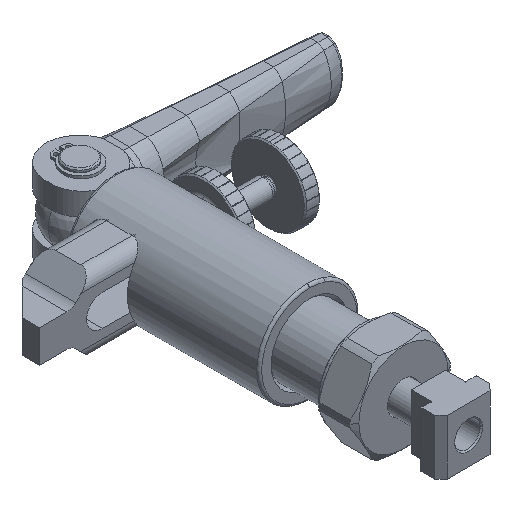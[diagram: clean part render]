
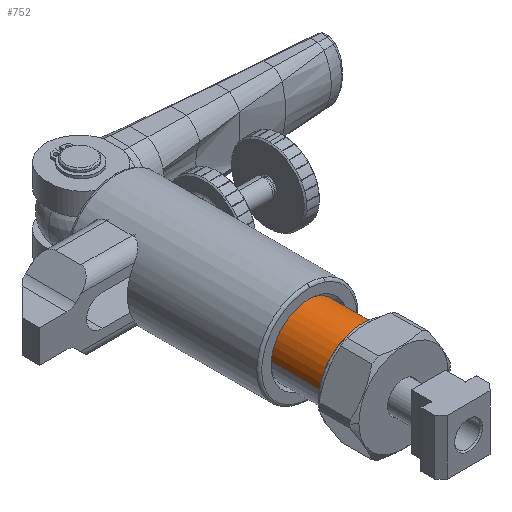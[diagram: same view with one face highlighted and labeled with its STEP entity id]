
A CAD part, isometric view. The second image highlights one B-rep face of the part: STEP entity #752.
In plain terms, the highlighted cylindrical face has radius 14 mm (diameter 28 mm), a partial arc.
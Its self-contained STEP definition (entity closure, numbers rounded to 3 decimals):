
#752=ADVANCED_FACE('',(#2134),#2135,.T.);
#2134=FACE_OUTER_BOUND('',#4202,.T.);
#2135=CYLINDRICAL_SURFACE('',#4203,14.);
#4202=EDGE_LOOP('',(#7493,#7494,#7495,#7496));
#4203=AXIS2_PLACEMENT_3D('',#7497,#7498,#7499);
#7493=ORIENTED_EDGE('',*,*,#12878,.T.);
#7494=ORIENTED_EDGE('',*,*,#12919,.F.);
#7495=ORIENTED_EDGE('',*,*,#12880,.T.);
#7496=ORIENTED_EDGE('',*,*,#12927,.T.);
#7497=CARTESIAN_POINT('',(0.0,64.5,0.));
#7498=DIRECTION('',(0.0,-1.0,-0.0));
#7499=DIRECTION('',(1.0,0.0,0.0));
#12878=EDGE_CURVE('',#15082,#15083,#15084,.T.);
#12880=EDGE_CURVE('',#15087,#15085,#15088,.T.);
#12919=EDGE_CURVE('',#15087,#15083,#15143,.T.);
#12927=EDGE_CURVE('',#15085,#15082,#15151,.T.);
#15082=VERTEX_POINT('',#18219);
#15083=VERTEX_POINT('',#18220);
#15084=LINE('',#18221,#18222);
#15085=VERTEX_POINT('',#18223);
#15087=VERTEX_POINT('',#18225);
#15088=LINE('',#18226,#18227);
#15143=CIRCLE('',#18294,14.);
#15151=CIRCLE('',#18302,14.);
#18219=CARTESIAN_POINT('',(14.,17.,0.));
#18220=CARTESIAN_POINT('',(14.,63.,0.));
#18221=CARTESIAN_POINT('',(14.,40.,0.));
#18222=VECTOR('',#23546,1.0);
#18223=CARTESIAN_POINT('',(-14.,17.,0.));
#18225=CARTESIAN_POINT('',(-14.,63.,0.));
#18226=CARTESIAN_POINT('',(-14.,40.,0.));
#18227=VECTOR('',#23550,1.0);
#18294=AXIS2_PLACEMENT_3D('',#23608,#23609,#23610);
#18302=AXIS2_PLACEMENT_3D('',#23623,#23624,#23625);
#23546=DIRECTION('',(-0.0,1.0,-0.0));
#23550=DIRECTION('',(0.0,-1.0,-0.0));
#23608=CARTESIAN_POINT('',(0.0,63.,0.));
#23609=DIRECTION('',(-0.0,1.0,0.0));
#23610=DIRECTION('',(1.0,0.0,0.0));
#23623=CARTESIAN_POINT('',(0.0,17.,0.));
#23624=DIRECTION('',(-0.0,1.0,0.0));
#23625=DIRECTION('',(1.0,0.0,0.0));
